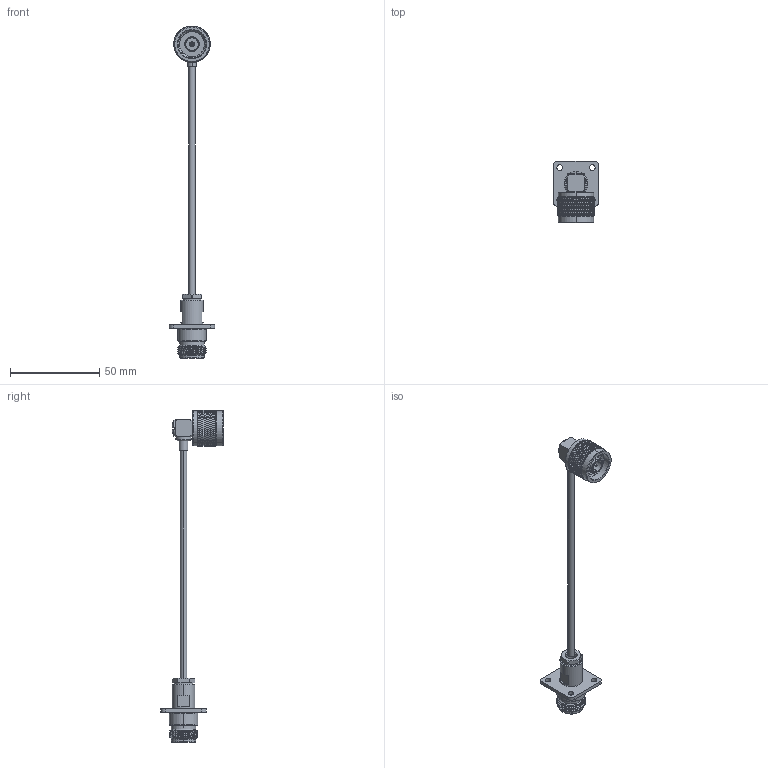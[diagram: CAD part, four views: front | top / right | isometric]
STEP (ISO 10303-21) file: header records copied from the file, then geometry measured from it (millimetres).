
FILE_DESCRIPTION (( 'STEP AP203' ), '1' );
FILE_NAME ('PE3W07619.step', '2020-09-09T16:42:06', ( '' ), ( '' ), 'SwSTEP 2.0', 'SolidWorks 2018', '' );
FILE_SCHEMA (( 'CONFIG_CONTROL_DESIGN' ));
Length unit declared in the file: inch
Products named in the file (4): PE4936; PE3W07619; PE44072; RG402U^PE3W07619_RG402
Assembly tree (3 placements, depth 2):
  PE3W07619
    RG402U^PE3W07619_RG402
    PE44072
    PE4936
Bounding box: 25.4 x 34.8 x 185.7 mm (x, y, z)
Volume: 11517.9 mm3; surface area: 8954.8 mm2
Topology: 4 solids, 4 shells, 2449 faces, 5281 edges, 2860 vertices
Faces by surface type: bspline 1768, cylinder 535, plane 86, cone 52, torus 4, sphere 4
Entity records: 94042 total; most frequent: CARTESIAN_POINT 60277, ORIENTED_EDGE 10562, EDGE_CURVE 5281, VERTEX_POINT 2860, EDGE_LOOP 2477, FACE_OUTER_BOUND 2449, ADVANCED_FACE 2449, DIRECTION 2421
